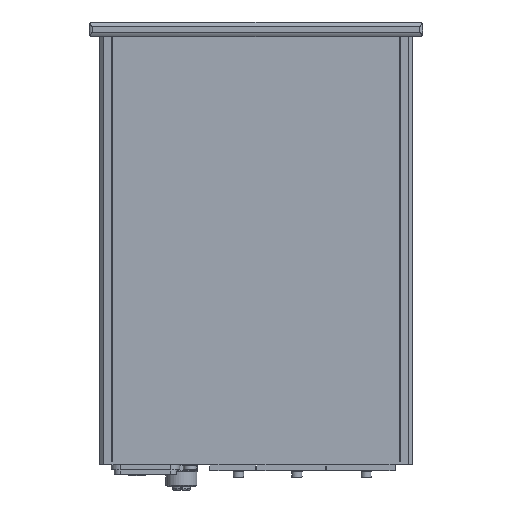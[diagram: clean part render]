
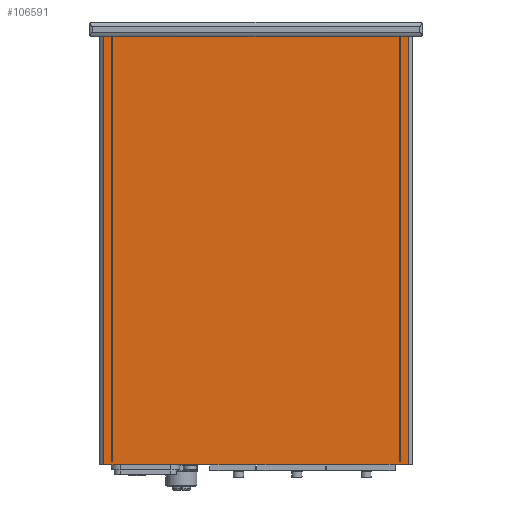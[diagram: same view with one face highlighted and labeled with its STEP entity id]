
A CAD part, front view. The second image highlights one B-rep face of the part: STEP entity #106591.
In plain terms, the highlighted planar face has unit normal (0, -1, 0).
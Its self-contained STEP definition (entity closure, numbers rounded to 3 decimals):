
#9859=LINE('',#167908,#20270);
#9967=LINE('',#168192,#20378);
#10037=LINE('',#168386,#20448);
#10039=LINE('',#168390,#20450);
#11420=LINE('',#175120,#21831);
#11423=LINE('',#175126,#21834);
#11426=LINE('',#175132,#21837);
#11524=LINE('',#175545,#21935);
#11646=LINE('',#175860,#22057);
#11650=LINE('',#175867,#22061);
#11651=LINE('',#175870,#22062);
#11655=LINE('',#175877,#22066);
#11656=LINE('',#175879,#22067);
#11657=LINE('',#175880,#22068);
#11658=LINE('',#175882,#22069);
#11659=LINE('',#175884,#22070);
#11660=LINE('',#175886,#22071);
#11661=LINE('',#175887,#22072);
#20270=VECTOR('',#135768,10.);
#20378=VECTOR('',#136044,10.);
#20448=VECTOR('',#136246,10.);
#20450=VECTOR('',#136250,10.);
#21831=VECTOR('',#140661,10.);
#21834=VECTOR('',#140664,10.);
#21837=VECTOR('',#140667,10.);
#21935=VECTOR('',#140965,10.);
#22057=VECTOR('',#141317,10.);
#22061=VECTOR('',#141323,10.);
#22062=VECTOR('',#141326,10.);
#22066=VECTOR('',#141332,10.);
#22067=VECTOR('',#141335,10.);
#22068=VECTOR('',#141336,10.);
#22069=VECTOR('',#141337,10.);
#22070=VECTOR('',#141338,10.);
#22071=VECTOR('',#141339,10.);
#22072=VECTOR('',#141340,10.);
#28356=FACE_OUTER_BOUND('',#34124,.T.);
#34124=EDGE_LOOP('',(#87625,#87626,#87627,#87628,#87629,#87630,#87631,#87632,
#87633,#87634,#87635,#87636,#87637,#87638,#87639,#87640,#87641,#87642));
#45316=VERTEX_POINT('',#167906);
#45317=VERTEX_POINT('',#167907);
#45408=VERTEX_POINT('',#168190);
#45409=VERTEX_POINT('',#168191);
#45468=VERTEX_POINT('',#168389);
#46851=VERTEX_POINT('',#175117);
#46852=VERTEX_POINT('',#175119);
#46854=VERTEX_POINT('',#175123);
#46855=VERTEX_POINT('',#175125);
#46857=VERTEX_POINT('',#175129);
#46858=VERTEX_POINT('',#175131);
#47066=VERTEX_POINT('',#175859);
#47068=VERTEX_POINT('',#175865);
#47069=VERTEX_POINT('',#175869);
#47071=VERTEX_POINT('',#175875);
#47072=VERTEX_POINT('',#175881);
#47073=VERTEX_POINT('',#175883);
#47074=VERTEX_POINT('',#175885);
#58153=EDGE_CURVE('',#45316,#45317,#9859,.T.);
#58296=EDGE_CURVE('',#45408,#45409,#9967,.T.);
#58393=EDGE_CURVE('',#45317,#45408,#10037,.T.);
#58395=EDGE_CURVE('',#45409,#45468,#10039,.T.);
#60607=EDGE_CURVE('',#46851,#46852,#11420,.T.);
#60610=EDGE_CURVE('',#46854,#46855,#11423,.T.);
#60613=EDGE_CURVE('',#46857,#46858,#11426,.T.);
#60799=EDGE_CURVE('',#45468,#46851,#11524,.T.);
#60948=EDGE_CURVE('',#47066,#46852,#11646,.T.);
#60952=EDGE_CURVE('',#46854,#47068,#11650,.T.);
#60953=EDGE_CURVE('',#47069,#46855,#11651,.T.);
#60957=EDGE_CURVE('',#46857,#47071,#11655,.T.);
#60958=EDGE_CURVE('',#47069,#47071,#11656,.T.);
#60959=EDGE_CURVE('',#47066,#47068,#11657,.T.);
#60960=EDGE_CURVE('',#47072,#45316,#11658,.T.);
#60961=EDGE_CURVE('',#47073,#47072,#11659,.T.);
#60962=EDGE_CURVE('',#47074,#47073,#11660,.T.);
#60963=EDGE_CURVE('',#46858,#47074,#11661,.T.);
#87625=ORIENTED_EDGE('',*,*,#60613,.F.);
#87626=ORIENTED_EDGE('',*,*,#60957,.T.);
#87627=ORIENTED_EDGE('',*,*,#60958,.F.);
#87628=ORIENTED_EDGE('',*,*,#60953,.T.);
#87629=ORIENTED_EDGE('',*,*,#60610,.F.);
#87630=ORIENTED_EDGE('',*,*,#60952,.T.);
#87631=ORIENTED_EDGE('',*,*,#60959,.F.);
#87632=ORIENTED_EDGE('',*,*,#60948,.T.);
#87633=ORIENTED_EDGE('',*,*,#60607,.F.);
#87634=ORIENTED_EDGE('',*,*,#60799,.F.);
#87635=ORIENTED_EDGE('',*,*,#58395,.F.);
#87636=ORIENTED_EDGE('',*,*,#58296,.F.);
#87637=ORIENTED_EDGE('',*,*,#58393,.F.);
#87638=ORIENTED_EDGE('',*,*,#58153,.F.);
#87639=ORIENTED_EDGE('',*,*,#60960,.F.);
#87640=ORIENTED_EDGE('',*,*,#60961,.F.);
#87641=ORIENTED_EDGE('',*,*,#60962,.F.);
#87642=ORIENTED_EDGE('',*,*,#60963,.F.);
#96212=PLANE('',#115538);
#106591=ADVANCED_FACE('',(#28356),#96212,.T.);
#115538=AXIS2_PLACEMENT_3D('',#175878,#141333,#141334);
#135768=DIRECTION('',(-1.,0.,0.));
#136044=DIRECTION('',(-1.,0.,0.));
#136246=DIRECTION('',(-1.,0.,0.));
#136250=DIRECTION('',(-1.,0.,0.));
#140661=DIRECTION('',(1.,0.,0.));
#140664=DIRECTION('',(1.,0.,0.));
#140667=DIRECTION('',(1.,0.,0.));
#140965=DIRECTION('',(0.,0.,1.));
#141317=DIRECTION('',(0.,0.,1.));
#141323=DIRECTION('',(0.,0.,-1.));
#141326=DIRECTION('',(0.,0.,1.));
#141332=DIRECTION('',(0.,0.,-1.));
#141333=DIRECTION('center_axis',(0.,-1.,0.));
#141334=DIRECTION('ref_axis',(1.,0.,0.));
#141335=DIRECTION('',(1.,0.,0.));
#141336=DIRECTION('',(1.,0.,0.));
#141337=DIRECTION('',(-1.,0.,0.));
#141338=DIRECTION('',(-1.,0.,0.));
#141339=DIRECTION('',(-1.,0.,0.));
#141340=DIRECTION('',(0.,0.,-1.));
#167906=CARTESIAN_POINT('',(30.5,-55.8,-189.5));
#167907=CARTESIAN_POINT('',(0.4,-55.8,-189.5));
#167908=CARTESIAN_POINT('',(-68.6,-55.8,-189.5));
#168190=CARTESIAN_POINT('',(-0.2,-55.8,-189.5));
#168191=CARTESIAN_POINT('',(-20.2,-55.8,-189.5));
#168192=CARTESIAN_POINT('',(-68.6,-55.8,-189.5));
#168386=CARTESIAN_POINT('',(-68.6,-55.8,-189.5));
#168389=CARTESIAN_POINT('',(-66.6,-55.8,-189.5));
#168390=CARTESIAN_POINT('',(-68.6,-55.8,-189.5));
#175117=CARTESIAN_POINT('',(-66.6,-55.8,0.));
#175119=CARTESIAN_POINT('',(-63.3,-55.8,0.));
#175120=CARTESIAN_POINT('',(-34.3,-55.8,0.));
#175123=CARTESIAN_POINT('',(-62.9,-55.8,0.));
#175125=CARTESIAN_POINT('',(62.9,-55.8,0.));
#175126=CARTESIAN_POINT('',(-34.3,-55.8,0.));
#175129=CARTESIAN_POINT('',(63.3,-55.8,0.));
#175131=CARTESIAN_POINT('',(66.6,-55.8,0.));
#175132=CARTESIAN_POINT('',(-34.3,-55.8,0.));
#175545=CARTESIAN_POINT('',(-66.6,-55.8,-188.));
#175859=CARTESIAN_POINT('',(-63.3,-55.8,-188.));
#175860=CARTESIAN_POINT('',(-63.3,-55.8,312.));
#175865=CARTESIAN_POINT('',(-62.9,-55.8,-188.));
#175867=CARTESIAN_POINT('',(-62.9,-55.8,312.));
#175869=CARTESIAN_POINT('',(62.9,-55.8,-188.));
#175870=CARTESIAN_POINT('',(62.9,-55.8,312.));
#175875=CARTESIAN_POINT('',(63.3,-55.8,-188.));
#175877=CARTESIAN_POINT('',(63.3,-55.8,312.));
#175878=CARTESIAN_POINT('Origin',(-68.6,-55.8,-188.));
#175879=CARTESIAN_POINT('',(-68.6,-55.8,-188.));
#175880=CARTESIAN_POINT('',(-68.6,-55.8,-188.));
#175881=CARTESIAN_POINT('',(30.8,-55.8,-189.5));
#175882=CARTESIAN_POINT('',(-68.6,-55.8,-189.5));
#175883=CARTESIAN_POINT('',(60.9,-55.8,-189.5));
#175884=CARTESIAN_POINT('',(-68.6,-55.8,-189.5));
#175885=CARTESIAN_POINT('',(66.6,-55.8,-189.5));
#175886=CARTESIAN_POINT('',(-68.6,-55.8,-189.5));
#175887=CARTESIAN_POINT('',(66.6,-55.8,-188.));
